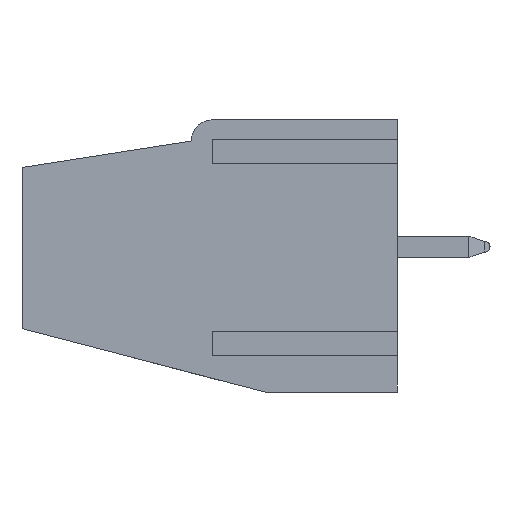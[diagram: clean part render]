
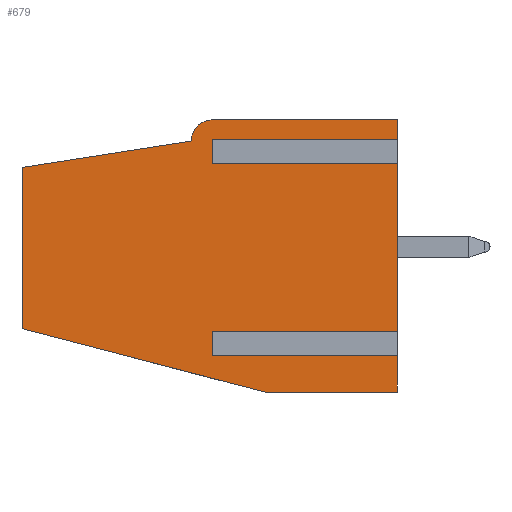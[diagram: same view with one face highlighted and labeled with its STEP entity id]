
A CAD part, left-side view. The second image highlights one B-rep face of the part: STEP entity #679.
In plain terms, the highlighted planar face has unit normal (-1, 0, 0).
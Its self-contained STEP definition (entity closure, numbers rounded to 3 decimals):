
#679=ADVANCED_FACE('',(#1473),#1474,.F.);
#1473=FACE_OUTER_BOUND('',#2371,.T.);
#1474=PLANE('',#2372);
#2371=EDGE_LOOP('',(#4384,#4385,#4386,#4387,#4388,#4389,#4390,#4391,#4392,#4393,#4394,#4395,#4396,#4397,#4398));
#2372=AXIS2_PLACEMENT_3D('',#4399,#4400,#4401);
#4384=ORIENTED_EDGE('',*,*,#5934,.T.);
#4385=ORIENTED_EDGE('',*,*,#6152,.T.);
#4386=ORIENTED_EDGE('',*,*,#6148,.T.);
#4387=ORIENTED_EDGE('',*,*,#5781,.F.);
#4388=ORIENTED_EDGE('',*,*,#6153,.T.);
#4389=ORIENTED_EDGE('',*,*,#5895,.T.);
#4390=ORIENTED_EDGE('',*,*,#6154,.T.);
#4391=ORIENTED_EDGE('',*,*,#5777,.F.);
#4392=ORIENTED_EDGE('',*,*,#5652,.F.);
#4393=ORIENTED_EDGE('',*,*,#6155,.F.);
#4394=ORIENTED_EDGE('',*,*,#6107,.F.);
#4395=ORIENTED_EDGE('',*,*,#5892,.F.);
#4396=ORIENTED_EDGE('',*,*,#6156,.F.);
#4397=ORIENTED_EDGE('',*,*,#6015,.F.);
#4398=ORIENTED_EDGE('',*,*,#5785,.F.);
#4399=CARTESIAN_POINT('',(-22.5,6.476,5.273));
#4400=DIRECTION('',(1.0,0.0,0.));
#4401=DIRECTION('',(0.,0.0,-1.0));
#5652=EDGE_CURVE('',#6908,#6910,#6911,.T.);
#5777=EDGE_CURVE('',#6910,#7112,#7113,.T.);
#5781=EDGE_CURVE('',#7118,#7120,#7121,.T.);
#5785=EDGE_CURVE('',#7126,#7128,#7129,.T.);
#5892=EDGE_CURVE('',#7293,#7295,#7296,.T.);
#5895=EDGE_CURVE('',#7299,#7300,#7301,.T.);
#5934=EDGE_CURVE('',#7126,#7350,#7352,.T.);
#6015=EDGE_CURVE('',#7128,#7463,#7464,.T.);
#6107=EDGE_CURVE('',#7295,#7579,#7580,.T.);
#6148=EDGE_CURVE('',#7625,#7120,#7627,.T.);
#6152=EDGE_CURVE('',#7350,#7625,#7631,.T.);
#6153=EDGE_CURVE('',#7118,#7299,#7632,.T.);
#6154=EDGE_CURVE('',#7300,#7112,#7633,.T.);
#6155=EDGE_CURVE('',#7579,#6908,#7634,.T.);
#6156=EDGE_CURVE('',#7463,#7293,#7635,.T.);
#6908=VERTEX_POINT('',#8631);
#6910=VERTEX_POINT('',#8634);
#6911=LINE('',#8635,#8636);
#7112=VERTEX_POINT('',#8928);
#7113=LINE('',#8929,#8930);
#7118=VERTEX_POINT('',#8937);
#7120=VERTEX_POINT('',#8940);
#7121=LINE('',#8941,#8942);
#7126=VERTEX_POINT('',#8949);
#7128=VERTEX_POINT('',#8952);
#7129=LINE('',#8953,#8954);
#7293=VERTEX_POINT('',#9185);
#7295=VERTEX_POINT('',#9188);
#7296=LINE('',#9189,#9190);
#7299=VERTEX_POINT('',#9194);
#7300=VERTEX_POINT('',#9195);
#7301=LINE('',#9196,#9197);
#7350=VERTEX_POINT('',#9267);
#7352=LINE('',#9270,#9271);
#7463=VERTEX_POINT('',#9434);
#7464=LINE('',#9435,#9436);
#7579=VERTEX_POINT('',#9604);
#7580=LINE('',#9605,#9606);
#7625=VERTEX_POINT('',#9674);
#7627=LINE('',#9677,#9678);
#7631=LINE('',#9683,#9684);
#7632=LINE('',#9685,#9686);
#7633=LINE('',#9687,#9688);
#7634=CIRCLE('',#9689,0.8);
#7635=LINE('',#9690,#9691);
#8631=CARTESIAN_POINT('',(-22.5,7.,10.3));
#8634=CARTESIAN_POINT('',(-22.5,0.0,10.3));
#8635=CARTESIAN_POINT('',(-22.5,7.,10.3));
#8636=VECTOR('',#10300,1.0);
#8928=CARTESIAN_POINT('',(-22.5,0.,9.4));
#8929=CARTESIAN_POINT('',(-22.5,0.0,10.3));
#8930=VECTOR('',#10434,1.0);
#8937=CARTESIAN_POINT('',(-22.5,0.,8.8));
#8940=CARTESIAN_POINT('',(-22.5,0.,2.15));
#8941=CARTESIAN_POINT('',(-22.5,0.0,10.3));
#8942=VECTOR('',#10438,1.0);
#8949=CARTESIAN_POINT('',(-22.5,0.,1.55));
#8952=CARTESIAN_POINT('',(-22.5,0.0,0.));
#8953=CARTESIAN_POINT('',(-22.5,0.0,10.3));
#8954=VECTOR('',#10442,1.0);
#9185=CARTESIAN_POINT('',(-22.5,14.2,2.4));
#9188=CARTESIAN_POINT('',(-22.5,14.2,8.5));
#9189=CARTESIAN_POINT('',(-22.5,14.2,2.4));
#9190=VECTOR('',#10562,1.0);
#9194=CARTESIAN_POINT('',(-22.5,7.0,8.8));
#9195=CARTESIAN_POINT('',(-22.5,7.0,9.4));
#9196=CARTESIAN_POINT('',(-22.5,7.0,5.374));
#9197=VECTOR('',#10564,1.0);
#9267=CARTESIAN_POINT('',(-22.5,7.0,1.55));
#9270=CARTESIAN_POINT('',(-22.5,3.238,1.55));
#9271=VECTOR('',#10602,1.0);
#9434=CARTESIAN_POINT('',(-22.5,5.,0.));
#9435=CARTESIAN_POINT('',(-22.5,0.0,0.));
#9436=VECTOR('',#10676,1.0);
#9604=CARTESIAN_POINT('',(-22.5,7.8,9.5));
#9605=CARTESIAN_POINT('',(-22.5,14.2,8.5));
#9606=VECTOR('',#10757,1.0);
#9674=CARTESIAN_POINT('',(-22.5,7.0,2.15));
#9677=CARTESIAN_POINT('',(-22.5,3.238,2.15));
#9678=VECTOR('',#10785,1.0);
#9683=CARTESIAN_POINT('',(-22.5,7.0,5.374));
#9684=VECTOR('',#10787,1.0);
#9685=CARTESIAN_POINT('',(-22.5,3.238,8.8));
#9686=VECTOR('',#10788,1.0);
#9687=CARTESIAN_POINT('',(-22.5,3.238,9.4));
#9688=VECTOR('',#10789,1.0);
#9689=AXIS2_PLACEMENT_3D('',#10790,#10791,#10792);
#9690=CARTESIAN_POINT('',(-22.5,5.,0.));
#9691=VECTOR('',#10793,1.0);
#10300=DIRECTION('',(0.0,-1.0,0.0));
#10434=DIRECTION('',(0.,0.0,-1.0));
#10438=DIRECTION('',(0.,0.0,-1.0));
#10442=DIRECTION('',(0.,0.0,-1.0));
#10562=DIRECTION('',(0.,0.0,1.0));
#10564=DIRECTION('',(0.,0.,1.0));
#10602=DIRECTION('',(0.,1.0,0.));
#10676=DIRECTION('',(0.0,1.0,0.0));
#10757=DIRECTION('',(0.,-0.988,0.154));
#10785=DIRECTION('',(0.,-1.0,0.));
#10787=DIRECTION('',(0.,0.,1.0));
#10788=DIRECTION('',(0.,1.0,0.));
#10789=DIRECTION('',(0.,-1.0,0.));
#10790=CARTESIAN_POINT('',(-22.5,7.,9.5));
#10791=DIRECTION('',(1.0,0.0,0.));
#10792=DIRECTION('',(0.,0.0,-1.0));
#10793=DIRECTION('',(0.,0.968,0.252));
